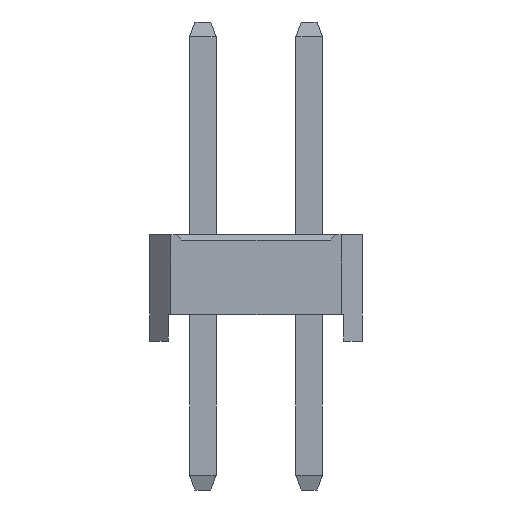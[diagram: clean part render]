
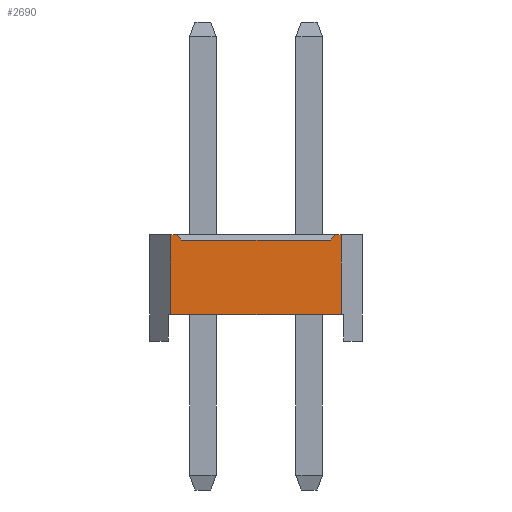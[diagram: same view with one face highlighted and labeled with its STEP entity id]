
A CAD part, left-side view. The second image highlights one B-rep face of the part: STEP entity #2690.
In plain terms, the highlighted planar face has unit normal (-1, 0, 0).
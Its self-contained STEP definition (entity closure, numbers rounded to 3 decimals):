
#2690=ADVANCED_FACE('',(#10896),#10898,.T.);
#10896=FACE_BOUND('',#10897,.T.);
#10897=EDGE_LOOP('',(#17321,#17322,#17323,#17324,#17325,#17326,#17327,#17328));
#10898=PLANE('',#10899);
#10899=AXIS2_PLACEMENT_3D('',#10900,#10901,#10902);
#10900=CARTESIAN_POINT('',(-1.,2.6,0.));
#10901=DIRECTION('',(-1.,0.,0.));
#10902=DIRECTION('',(0.,-1.,0.));
#17321=ORIENTED_EDGE('',*,*,#21290,.F.);
#17322=ORIENTED_EDGE('',*,*,#21291,.T.);
#17323=ORIENTED_EDGE('',*,*,#21292,.F.);
#17324=ORIENTED_EDGE('',*,*,#20416,.F.);
#17325=ORIENTED_EDGE('',*,*,#21293,.F.);
#17326=ORIENTED_EDGE('',*,*,#20092,.T.);
#17327=ORIENTED_EDGE('',*,*,#21289,.T.);
#17328=ORIENTED_EDGE('',*,*,#20420,.F.);
#20092=EDGE_CURVE('',#22372,#22370,#22373,.T.);
#20416=EDGE_CURVE('',#23018,#23020,#23021,.T.);
#20420=EDGE_CURVE('',#23026,#23028,#23029,.T.);
#21289=EDGE_CURVE('',#22370,#23028,#24473,.T.);
#21290=EDGE_CURVE('',#24474,#23026,#24475,.F.);
#21291=EDGE_CURVE('',#24474,#24476,#24477,.T.);
#21292=EDGE_CURVE('',#23020,#24476,#24478,.F.);
#21293=EDGE_CURVE('',#22372,#23018,#24479,.T.);
#22370=VERTEX_POINT('',#26066);
#22372=VERTEX_POINT('',#26070);
#22373=LINE('',#26071,#26072);
#23018=VERTEX_POINT('',#27362);
#23020=VERTEX_POINT('',#27366);
#23021=LINE('',#27367,#27368);
#23026=VERTEX_POINT('',#27378);
#23028=VERTEX_POINT('',#27382);
#23029=LINE('',#27383,#27384);
#24473=LINE('',#30565,#30566);
#24474=VERTEX_POINT('',#30568);
#24475=LINE('',#30569,#30570);
#24476=VERTEX_POINT('',#30572);
#24477=LINE('',#30573,#30574);
#24478=LINE('',#30576,#30577);
#24479=LINE('',#30579,#30580);
#26066=CARTESIAN_POINT('',(-1.,-0.6,0.5));
#26070=CARTESIAN_POINT('',(-1.,2.6,0.5));
#26071=CARTESIAN_POINT('',(-1.,2.6,0.5));
#26072=VECTOR('',#26073,1.);
#26073=DIRECTION('',(0.,-1.,0.));
#27362=CARTESIAN_POINT('',(-1.,2.6,2.));
#27366=CARTESIAN_POINT('',(-1.,2.5,2.));
#27367=CARTESIAN_POINT('',(-1.,2.6,2.));
#27368=VECTOR('',#27369,1.);
#27369=DIRECTION('',(0.,-1.,0.));
#27378=CARTESIAN_POINT('',(-1.,-0.5,2.));
#27382=CARTESIAN_POINT('',(-1.,-0.6,2.));
#27383=CARTESIAN_POINT('',(-1.,-0.5,2.));
#27384=VECTOR('',#27385,1.);
#27385=DIRECTION('',(0.,-1.,0.));
#30565=CARTESIAN_POINT('',(-1.,-0.6,0.5));
#30566=VECTOR('',#30567,1.);
#30567=DIRECTION('',(0.,0.,1.));
#30568=CARTESIAN_POINT('',(-1.,-0.4,1.9));
#30569=CARTESIAN_POINT('',(-1.,-0.5,2.));
#30570=VECTOR('',#30571,1.);
#30571=DIRECTION('',(0.,0.707,-0.707));
#30572=CARTESIAN_POINT('',(-1.,2.4,1.9));
#30573=CARTESIAN_POINT('',(-1.,-0.4,1.9));
#30574=VECTOR('',#30575,1.);
#30575=DIRECTION('',(0.,1.,0.));
#30576=CARTESIAN_POINT('',(-1.,2.4,1.9));
#30577=VECTOR('',#30578,1.);
#30578=DIRECTION('',(0.,0.707,0.707));
#30579=CARTESIAN_POINT('',(-1.,2.6,0.5));
#30580=VECTOR('',#30581,1.);
#30581=DIRECTION('',(0.,0.,1.));
